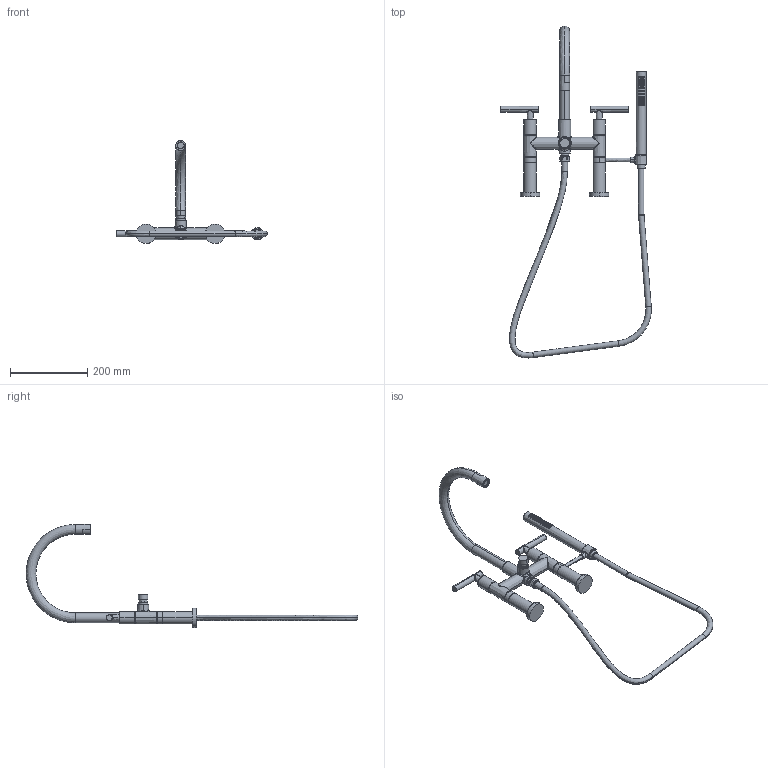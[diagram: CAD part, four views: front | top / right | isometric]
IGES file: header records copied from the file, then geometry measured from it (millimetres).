
Start section:  PTC IGES file: 1500-4273.igs
Global section: file name: 1500-4273.igs; native system: Creo Parametric by PTC Inc.; preprocessor: 2019352; author: nehatek; organization: Unknown; date: 20230223.232725; units: inch
Bounding box: 389.13 x 858.28 x 266.45 mm (x, y, z)
Surface area: 215914.2 mm2 (no closed solid volume)
Topology: 0 solids, 0 shells, 1172 faces, 5216 edges, 5216 vertices
Faces by surface type: bspline 793, revolution 379
